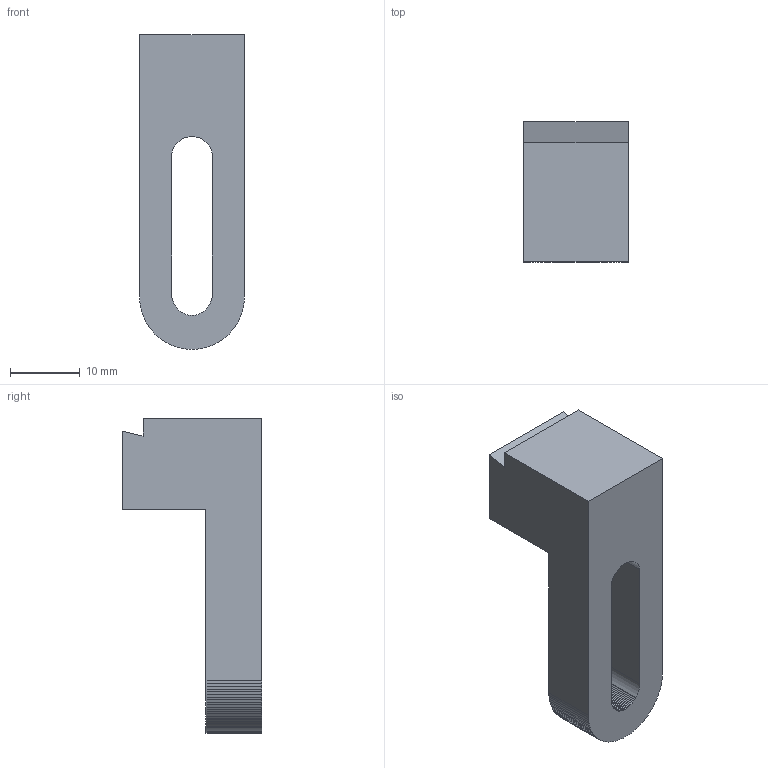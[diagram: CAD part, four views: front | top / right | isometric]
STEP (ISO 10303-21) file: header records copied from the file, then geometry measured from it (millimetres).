
FILE_DESCRIPTION(('FreeCAD Model'),'2;1');
FILE_NAME('Open CASCADE Shape Model','2026-01-11T14:57:02',(''),(''), 'Open CASCADE STEP processor 7.8','FreeCAD','Unknown');
FILE_SCHEMA(('AUTOMOTIVE_DESIGN { 1 0 10303 214 1 1 1 1 }'));
Length unit declared in the file: millimetre
Products named in the file (1): Body
Bounding box: 15 x 20 x 45 mm (x, y, z)
Volume: 6021.3 mm3; surface area: 3083.5 mm2
Topology: 1 solids, 1 shells, 239 faces, 534 edges, 297 vertices
Faces by surface type: plane 236, cylinder 3
Entity records: 6284 total; most frequent: CARTESIAN_POINT 1071, ORIENTED_EDGE 1068, DIRECTION 1020, EDGE_CURVE 534, LINE 528, VECTOR 528, VERTEX_POINT 297, AXIS2_PLACEMENT_3D 246
